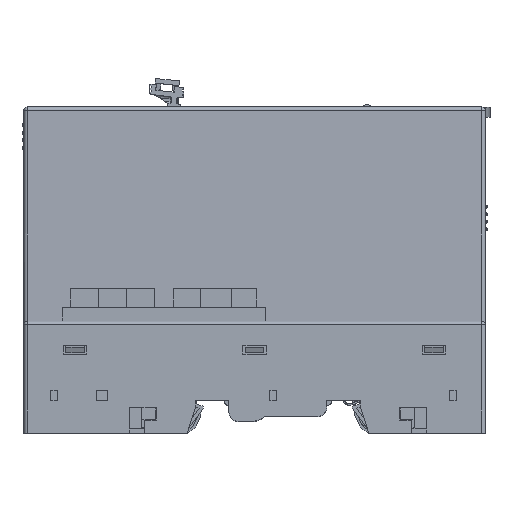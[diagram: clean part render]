
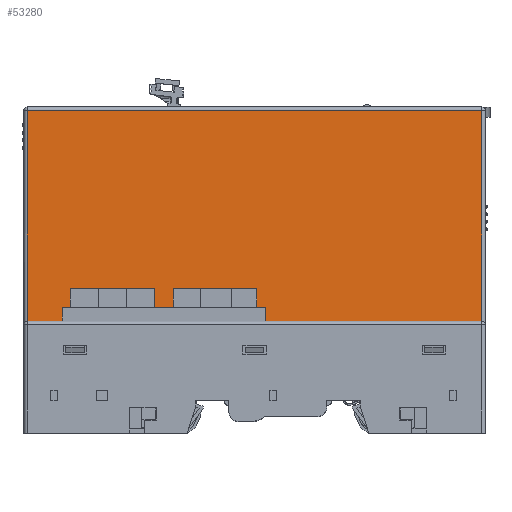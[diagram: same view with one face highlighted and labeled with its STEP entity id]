
A CAD part, top view. The second image highlights one B-rep face of the part: STEP entity #53280.
In plain terms, the highlighted planar face has unit normal (0, 0.018, 1).
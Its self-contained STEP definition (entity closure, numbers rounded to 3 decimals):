
#7415=DIRECTION('',(0.,-1.,0.017));
#7416=VECTOR('',#7415,45.27);
#7417=CARTESIAN_POINT('',(-48.75,69.263,29.175));
#7418=LINE('',#7417,#7416);
#7419=DIRECTION('',(0.,1.,-0.017));
#7420=VECTOR('',#7419,45.27);
#7421=CARTESIAN_POINT('',(48.75,24.,29.965));
#7422=LINE('',#7421,#7420);
#7451=DIRECTION('',(-1.,0.,0.));
#7452=VECTOR('',#7451,97.5);
#7453=CARTESIAN_POINT('',(48.75,69.263,29.175));
#7454=LINE('',#7453,#7452);
#8117=DIRECTION('',(1.,0.,0.));
#8118=VECTOR('',#8117,97.5);
#8119=CARTESIAN_POINT('',(-48.75,24.,29.965));
#8120=LINE('',#8119,#8118);
#37608=CARTESIAN_POINT('',(-48.75,24.,29.965));
#37609=VERTEX_POINT('',#37608);
#37610=CARTESIAN_POINT('',(48.75,24.,29.965));
#37611=VERTEX_POINT('',#37610);
#37668=CARTESIAN_POINT('',(48.75,69.263,29.175));
#37669=VERTEX_POINT('',#37668);
#37670=CARTESIAN_POINT('',(-48.75,69.263,29.175));
#37671=VERTEX_POINT('',#37670);
#53266=CARTESIAN_POINT('',(-51.102,22.,30.));
#53267=DIRECTION('',(0.,-0.017,-1.));
#53268=DIRECTION('',(-1.,0.,0.));
#53269=AXIS2_PLACEMENT_3D('',#53266,#53267,#53268);
#53270=PLANE('',#53269);
#53272=ORIENTED_EDGE('',*,*,#53271,.F.);
#53274=ORIENTED_EDGE('',*,*,#53273,.F.);
#53275=ORIENTED_EDGE('',*,*,#53257,.F.);
#53277=ORIENTED_EDGE('',*,*,#53276,.F.);
#53278=EDGE_LOOP('',(#53272,#53274,#53275,#53277));
#53279=FACE_OUTER_BOUND('',#53278,.F.);
#53280=ADVANCED_FACE('',(#53279),#53270,.F.);
#53257=EDGE_CURVE('',#37671,#37609,#7418,.T.);
#53271=EDGE_CURVE('',#37611,#37669,#7422,.T.);
#53273=EDGE_CURVE('',#37609,#37611,#8120,.T.);
#53276=EDGE_CURVE('',#37669,#37671,#7454,.T.);
